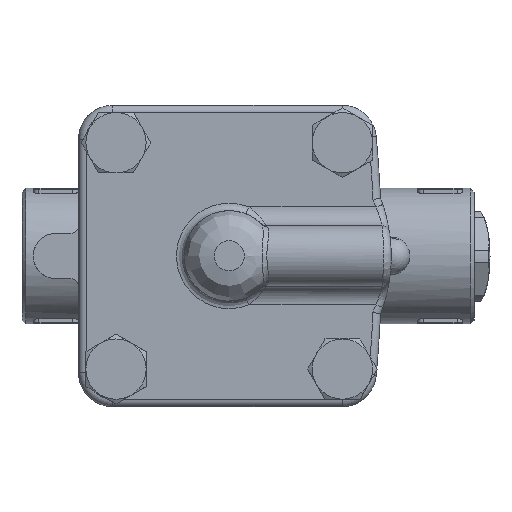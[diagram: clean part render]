
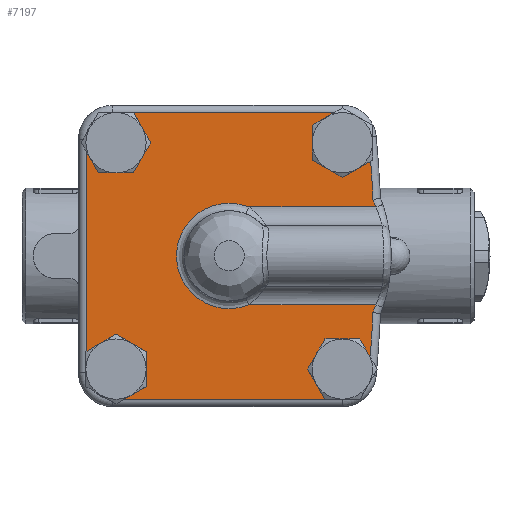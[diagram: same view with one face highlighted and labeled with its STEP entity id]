
A CAD part, top view. The second image highlights one B-rep face of the part: STEP entity #7197.
In plain terms, the highlighted planar face has unit normal (0, 0, 1).
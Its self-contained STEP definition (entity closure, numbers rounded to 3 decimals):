
#3968=CARTESIAN_POINT('',(5.196,-13.0,20.0));
#3969=VERTEX_POINT('',#3968);
#4160=CARTESIAN_POINT('',(5.196,13.0,20.0));
#4161=VERTEX_POINT('',#4160);
#6323=CARTESIAN_POINT('',(30.052,20.814,20.0));
#6324=VERTEX_POINT('',#6323);
#6331=CARTESIAN_POINT('',(37.563,25.151,20.0));
#6332=VERTEX_POINT('',#6331);
#6333=CARTESIAN_POINT('',(37.563,25.151,20.0));
#6334=DIRECTION('',(-0.866,-0.5,0.0));
#6335=VECTOR('',#6334,8.673);
#6336=LINE('',#6333,#6335);
#6337=EDGE_CURVE('',#6332,#6324,#6336,.T.);
#6363=CARTESIAN_POINT('',(22.052,25.433,20.0));
#6364=VERTEX_POINT('',#6363);
#6371=CARTESIAN_POINT('',(30.052,20.814,20.0));
#6372=DIRECTION('',(-0.866,0.5,0.0));
#6373=VECTOR('',#6372,9.238);
#6374=LINE('',#6371,#6373);
#6375=EDGE_CURVE('',#6324,#6364,#6374,.T.);
#6388=CARTESIAN_POINT('',(22.052,34.671,20.0));
#6389=VERTEX_POINT('',#6388);
#6396=CARTESIAN_POINT('',(22.052,25.433,20.0));
#6397=DIRECTION('',(0.0,1.0,0.0));
#6398=VECTOR('',#6397,9.238);
#6399=LINE('',#6396,#6398);
#6400=EDGE_CURVE('',#6364,#6389,#6399,.T.);
#6421=CARTESIAN_POINT('',(27.818,38.0,20.0));
#6422=VERTEX_POINT('',#6421);
#6429=CARTESIAN_POINT('',(22.052,34.671,20.0));
#6430=DIRECTION('',(0.866,0.5,0.0));
#6431=VECTOR('',#6430,6.658);
#6432=LINE('',#6429,#6431);
#6433=EDGE_CURVE('',#6389,#6422,#6432,.T.);
#6446=CARTESIAN_POINT('',(20.814,-30.052,20.0));
#6447=VERTEX_POINT('',#6446);
#6454=CARTESIAN_POINT('',(25.403,-38.,20.0));
#6455=VERTEX_POINT('',#6454);
#6456=CARTESIAN_POINT('',(25.403,-38.,20.0));
#6457=DIRECTION('',(-0.5,0.866,0.0));
#6458=VECTOR('',#6457,9.178);
#6459=LINE('',#6456,#6458);
#6460=EDGE_CURVE('',#6455,#6447,#6459,.T.);
#6486=CARTESIAN_POINT('',(25.433,-22.052,20.0));
#6487=VERTEX_POINT('',#6486);
#6494=CARTESIAN_POINT('',(20.814,-30.052,20.0));
#6495=DIRECTION('',(0.5,0.866,0.0));
#6496=VECTOR('',#6495,9.238);
#6497=LINE('',#6494,#6496);
#6498=EDGE_CURVE('',#6447,#6487,#6497,.T.);
#6511=CARTESIAN_POINT('',(34.671,-22.052,20.0));
#6512=VERTEX_POINT('',#6511);
#6519=CARTESIAN_POINT('',(25.433,-22.052,20.0));
#6520=DIRECTION('',(1.0,0.0,0.0));
#6521=VECTOR('',#6520,9.238);
#6522=LINE('',#6519,#6521);
#6523=EDGE_CURVE('',#6487,#6512,#6522,.T.);
#6544=CARTESIAN_POINT('',(37.433,-26.836,20.0));
#6545=VERTEX_POINT('',#6544);
#6552=CARTESIAN_POINT('',(34.671,-22.052,20.0));
#6553=DIRECTION('',(0.5,-0.866,0.0));
#6554=VECTOR('',#6553,5.524);
#6555=LINE('',#6552,#6554);
#6556=EDGE_CURVE('',#6512,#6545,#6555,.T.);
#6569=CARTESIAN_POINT('',(-30.052,-20.814,20.0));
#6570=VERTEX_POINT('',#6569);
#6577=CARTESIAN_POINT('',(-38.0,-25.403,20.0));
#6578=VERTEX_POINT('',#6577);
#6579=CARTESIAN_POINT('',(-38.0,-25.403,20.0));
#6580=DIRECTION('',(0.866,0.5,0.0));
#6581=VECTOR('',#6580,9.178);
#6582=LINE('',#6579,#6581);
#6583=EDGE_CURVE('',#6578,#6570,#6582,.T.);
#6609=CARTESIAN_POINT('',(-22.052,-25.433,20.0));
#6610=VERTEX_POINT('',#6609);
#6617=CARTESIAN_POINT('',(-30.052,-20.814,20.0));
#6618=DIRECTION('',(0.866,-0.5,0.0));
#6619=VECTOR('',#6618,9.238);
#6620=LINE('',#6617,#6619);
#6621=EDGE_CURVE('',#6570,#6610,#6620,.T.);
#6634=CARTESIAN_POINT('',(-22.052,-34.671,20.0));
#6635=VERTEX_POINT('',#6634);
#6642=CARTESIAN_POINT('',(-22.052,-25.433,20.0));
#6643=DIRECTION('',(0.0,-1.0,0.0));
#6644=VECTOR('',#6643,9.238);
#6645=LINE('',#6642,#6644);
#6646=EDGE_CURVE('',#6610,#6635,#6645,.T.);
#6667=CARTESIAN_POINT('',(-27.818,-38.0,20.0));
#6668=VERTEX_POINT('',#6667);
#6675=CARTESIAN_POINT('',(-22.052,-34.671,20.0));
#6676=DIRECTION('',(-0.866,-0.5,0.0));
#6677=VECTOR('',#6676,6.658);
#6678=LINE('',#6675,#6677);
#6679=EDGE_CURVE('',#6635,#6668,#6678,.T.);
#7071=CARTESIAN_POINT('',(41.117,0.,20.0));
#7072=DIRECTION('',(0.0,0.0,1.0));
#7073=DIRECTION('',(1.0,0.0,0.0));
#7074=AXIS2_PLACEMENT_3D('',#7071,#7072,#7073);
#7075=PLANE('',#7074);
#7076=ORIENTED_EDGE('',*,*,#6337,.T.);
#7077=ORIENTED_EDGE('',*,*,#6375,.T.);
#7078=ORIENTED_EDGE('',*,*,#6400,.T.);
#7079=ORIENTED_EDGE('',*,*,#6433,.T.);
#7080=CARTESIAN_POINT('',(-25.403,38.0,20.0));
#7081=VERTEX_POINT('',#7080);
#7082=CARTESIAN_POINT('',(-25.403,38.0,20.0));
#7083=DIRECTION('',(1.0,0.0,0.0));
#7084=VECTOR('',#7083,53.222);
#7085=LINE('',#7082,#7084);
#7086=EDGE_CURVE('',#7081,#6422,#7085,.T.);
#7087=ORIENTED_EDGE('',*,*,#7086,.F.);
#7088=CARTESIAN_POINT('',(-20.814,30.052,20.0));
#7089=VERTEX_POINT('',#7088);
#7090=CARTESIAN_POINT('',(-25.403,38.0,20.0));
#7091=DIRECTION('',(0.5,-0.866,0.0));
#7092=VECTOR('',#7091,9.178);
#7093=LINE('',#7090,#7092);
#7094=EDGE_CURVE('',#7081,#7089,#7093,.T.);
#7095=ORIENTED_EDGE('',*,*,#7094,.T.);
#7096=CARTESIAN_POINT('',(-25.433,22.052,20.0));
#7097=VERTEX_POINT('',#7096);
#7098=CARTESIAN_POINT('',(-20.814,30.052,20.0));
#7099=DIRECTION('',(-0.5,-0.866,0.0));
#7100=VECTOR('',#7099,9.238);
#7101=LINE('',#7098,#7100);
#7102=EDGE_CURVE('',#7089,#7097,#7101,.T.);
#7103=ORIENTED_EDGE('',*,*,#7102,.T.);
#7104=CARTESIAN_POINT('',(-34.671,22.052,20.0));
#7105=VERTEX_POINT('',#7104);
#7106=CARTESIAN_POINT('',(-25.433,22.052,20.0));
#7107=DIRECTION('',(-1.0,0.0,0.0));
#7108=VECTOR('',#7107,9.238);
#7109=LINE('',#7106,#7108);
#7110=EDGE_CURVE('',#7097,#7105,#7109,.T.);
#7111=ORIENTED_EDGE('',*,*,#7110,.T.);
#7112=CARTESIAN_POINT('',(-38.,27.818,20.0));
#7113=VERTEX_POINT('',#7112);
#7114=CARTESIAN_POINT('',(-34.671,22.052,20.0));
#7115=DIRECTION('',(-0.5,0.866,0.0));
#7116=VECTOR('',#7115,6.658);
#7117=LINE('',#7114,#7116);
#7118=EDGE_CURVE('',#7105,#7113,#7117,.T.);
#7119=ORIENTED_EDGE('',*,*,#7118,.T.);
#7120=CARTESIAN_POINT('',(-38.0,-25.403,20.0));
#7121=DIRECTION('',(0.0,1.0,0.0));
#7122=VECTOR('',#7121,53.222);
#7123=LINE('',#7120,#7122);
#7124=EDGE_CURVE('',#6578,#7113,#7123,.T.);
#7125=ORIENTED_EDGE('',*,*,#7124,.F.);
#7126=ORIENTED_EDGE('',*,*,#6583,.T.);
#7127=ORIENTED_EDGE('',*,*,#6621,.T.);
#7128=ORIENTED_EDGE('',*,*,#6646,.T.);
#7129=ORIENTED_EDGE('',*,*,#6679,.T.);
#7130=CARTESIAN_POINT('',(25.403,-38.,20.0));
#7131=DIRECTION('',(-1.0,0.0,0.0));
#7132=VECTOR('',#7131,53.222);
#7133=LINE('',#7130,#7132);
#7134=EDGE_CURVE('',#6455,#6668,#7133,.T.);
#7135=ORIENTED_EDGE('',*,*,#7134,.F.);
#7136=ORIENTED_EDGE('',*,*,#6460,.T.);
#7137=ORIENTED_EDGE('',*,*,#6498,.T.);
#7138=ORIENTED_EDGE('',*,*,#6523,.T.);
#7139=ORIENTED_EDGE('',*,*,#6556,.T.);
#7140=CARTESIAN_POINT('',(38.168,-14.973,20.0));
#7141=VERTEX_POINT('',#7140);
#7142=CARTESIAN_POINT('',(-299.5,0.,20.0));
#7143=DIRECTION('',(0.,0.,-1.0));
#7144=DIRECTION('',(0.998,-0.069,0.));
#7145=AXIS2_PLACEMENT_3D('',#7142,#7143,#7144);
#7146=CIRCLE('',#7145,338.0);
#7147=EDGE_CURVE('',#7141,#6545,#7146,.T.);
#7148=ORIENTED_EDGE('',*,*,#7147,.F.);
#7149=CARTESIAN_POINT('',(38.884,-13.0,20.0));
#7150=VERTEX_POINT('',#7149);
#7151=CARTESIAN_POINT('',(0.,0.,20.0));
#7152=DIRECTION('',(0.,0.,-1.0));
#7153=DIRECTION('',(0.921,-0.389,0.));
#7154=AXIS2_PLACEMENT_3D('',#7151,#7152,#7153);
#7155=CIRCLE('',#7154,41.);
#7156=EDGE_CURVE('',#7150,#7141,#7155,.T.);
#7157=ORIENTED_EDGE('',*,*,#7156,.F.);
#7158=CARTESIAN_POINT('',(38.884,-13.0,20.0));
#7159=DIRECTION('',(-1.0,0.0,0.0));
#7160=VECTOR('',#7159,33.688);
#7161=LINE('',#7158,#7160);
#7162=EDGE_CURVE('',#7150,#3969,#7161,.T.);
#7163=ORIENTED_EDGE('',*,*,#7162,.T.);
#7164=CARTESIAN_POINT('',(0.,0.,20.0));
#7165=DIRECTION('',(0.0,0.0,1.0));
#7166=DIRECTION('',(-1.0,0.0,0.0));
#7167=AXIS2_PLACEMENT_3D('',#7164,#7165,#7166);
#7168=CIRCLE('',#7167,14.);
#7169=EDGE_CURVE('',#4161,#3969,#7168,.T.);
#7170=ORIENTED_EDGE('',*,*,#7169,.F.);
#7171=CARTESIAN_POINT('',(38.884,13.,20.0));
#7172=VERTEX_POINT('',#7171);
#7173=CARTESIAN_POINT('',(38.884,13.,20.0));
#7174=DIRECTION('',(-1.0,0.0,0.0));
#7175=VECTOR('',#7174,33.688);
#7176=LINE('',#7173,#7175);
#7177=EDGE_CURVE('',#7172,#4161,#7176,.T.);
#7178=ORIENTED_EDGE('',*,*,#7177,.F.);
#7179=CARTESIAN_POINT('',(38.168,14.973,20.0));
#7180=VERTEX_POINT('',#7179);
#7181=CARTESIAN_POINT('',(0.,0.,20.0));
#7182=DIRECTION('',(0.,0.,-1.0));
#7183=DIRECTION('',(0.921,0.389,0.));
#7184=AXIS2_PLACEMENT_3D('',#7181,#7182,#7183);
#7185=CIRCLE('',#7184,41.);
#7186=EDGE_CURVE('',#7180,#7172,#7185,.T.);
#7187=ORIENTED_EDGE('',*,*,#7186,.F.);
#7188=CARTESIAN_POINT('',(-299.5,0.,20.0));
#7189=DIRECTION('',(0.,0.,-1.0));
#7190=DIRECTION('',(0.998,0.069,0.));
#7191=AXIS2_PLACEMENT_3D('',#7188,#7189,#7190);
#7192=CIRCLE('',#7191,338.0);
#7193=EDGE_CURVE('',#6332,#7180,#7192,.T.);
#7194=ORIENTED_EDGE('',*,*,#7193,.F.);
#7195=EDGE_LOOP('',(#7076,#7077,#7078,#7079,#7087,#7095,#7103,#7111,#7119,#7125,#7126,#7127,#7128,#7129,#7135,#7136,#7137,#7138,#7139,#7148,#7157,#7163,#7170,#7178,#7187,#7194));
#7196=FACE_OUTER_BOUND('',#7195,.T.);
#7197=ADVANCED_FACE('',(#7196),#7075,.T.);
